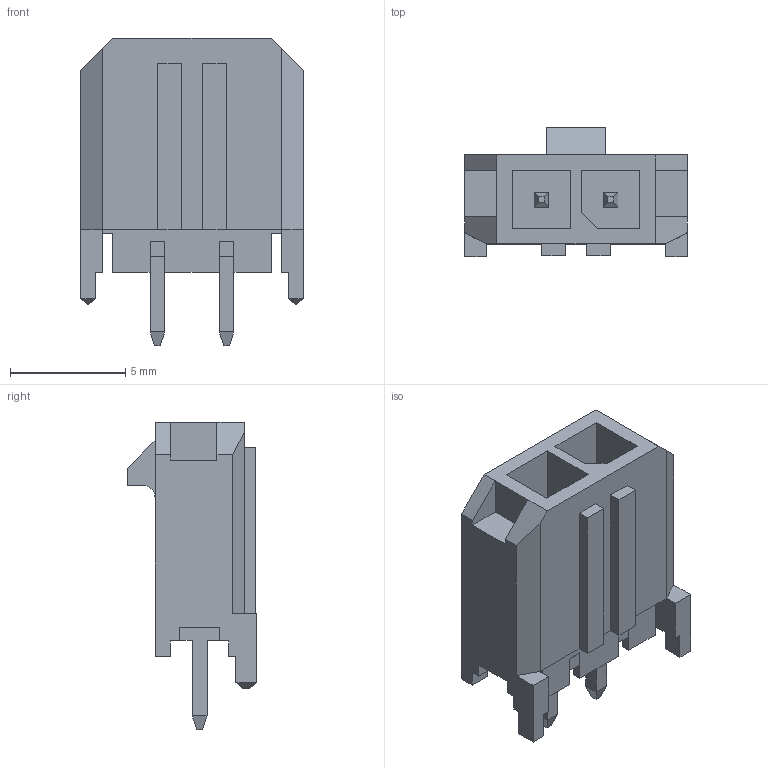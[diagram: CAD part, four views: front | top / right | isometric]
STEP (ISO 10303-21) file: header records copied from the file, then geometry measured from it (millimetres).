
FILE_DESCRIPTION(/* description */ (''),/* implementation_level */ '2;1');
FILE_NAME(/* name */ '2.stp',/* time_stamp */ '2022-08-03T21:00:05+02:00',/* author */ ('k'),/* organization */ (''),/* preprocessor_version */ 'ST-DEVELOPER v15.6',/* originating_system */ 'Autodesk Inventor 2015',/* authorisation */ '');
FILE_SCHEMA (('AUTOMOTIVE_DESIGN { 1 0 10303 214 3 1 1 }'));
Length unit declared in the file: millimetre
Products named in the file (7): 1; 2; 3; 436500227; Molex Logo
Bounding box: 9.65 x 5.61 x 13.33 mm (x, y, z)
Volume: 263.8 mm3; surface area: 615.2 mm2
Topology: 12 solids, 12 shells, 306 faces, 807 edges, 528 vertices
Faces by surface type: plane 239, bspline 66, cylinder 1
Entity records: 9786 total; most frequent: CARTESIAN_POINT 2512, ORIENTED_EDGE 1614, DIRECTION 1183, EDGE_CURVE 807, LINE 673, VECTOR 673, VERTEX_POINT 528, EDGE_LOOP 313
